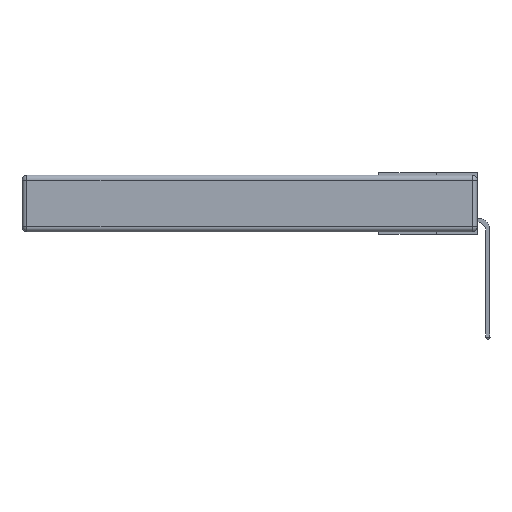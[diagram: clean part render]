
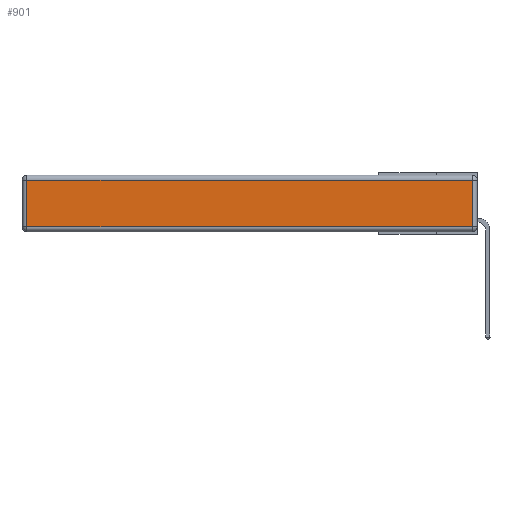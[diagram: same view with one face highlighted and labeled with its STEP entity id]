
A CAD part, left-side view. The second image highlights one B-rep face of the part: STEP entity #901.
In plain terms, the highlighted planar face has unit normal (-1, 0, 0).
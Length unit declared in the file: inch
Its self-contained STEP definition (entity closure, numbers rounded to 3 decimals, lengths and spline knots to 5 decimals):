
#241 = LINE ( 'NONE', #14103, #11192 ) ;
#314 = CARTESIAN_POINT ( 'NONE',  ( 0., 0., -0.343 ) ) ;
#901 = ADVANCED_FACE ( 'NONE', ( #11076 ), #12597, .T. ) ;
#1438 = CARTESIAN_POINT ( 'NONE',  ( 0., 0.03, -0.343 ) ) ;
#1821 = VECTOR ( 'NONE', #3687, 39.37008 ) ;
#3189 = VERTEX_POINT ( 'NONE', #14012 ) ;
#3687 = DIRECTION ( 'NONE',  ( 0., 0., 1. ) ) ;
#3785 = LINE ( 'NONE', #4622, #6022 ) ;
#3923 = CARTESIAN_POINT ( 'NONE',  ( 0., 2.72, -0.313 ) ) ;
#4383 = ORIENTED_EDGE ( 'NONE', *, *, #4932, .T. ) ;
#4622 = CARTESIAN_POINT ( 'NONE',  ( 0., 2.72, -0.343 ) ) ;
#4932 = EDGE_CURVE ( 'NONE', #6422, #10133, #6688, .T. ) ;
#5617 = EDGE_CURVE ( 'NONE', #10133, #3189, #11205, .T. ) ;
#5878 = ORIENTED_EDGE ( 'NONE', *, *, #7748, .T. ) ;
#6022 = VECTOR ( 'NONE', #6907, 39.37008 ) ;
#6422 = VERTEX_POINT ( 'NONE', #3923 ) ;
#6536 = VERTEX_POINT ( 'NONE', #9516 ) ;
#6688 = LINE ( 'NONE', #12033, #14387 ) ;
#6816 = EDGE_LOOP ( 'NONE', ( #4383, #14197, #5878, #7793 ) ) ;
#6907 = DIRECTION ( 'NONE',  ( 0., 0., -1. ) ) ;
#7748 = EDGE_CURVE ( 'NONE', #3189, #6536, #241, .T. ) ;
#7793 = ORIENTED_EDGE ( 'NONE', *, *, #11947, .T. ) ;
#7838 = AXIS2_PLACEMENT_3D ( 'NONE', #314, #8276, #11492 ) ;
#8276 = DIRECTION ( 'NONE',  ( -1., 0., 0. ) ) ;
#9516 = CARTESIAN_POINT ( 'NONE',  ( 0., 2.72, -0.03 ) ) ;
#9764 = DIRECTION ( 'NONE',  ( 0., -1., 0. ) ) ;
#10133 = VERTEX_POINT ( 'NONE', #13759 ) ;
#11076 = FACE_OUTER_BOUND ( 'NONE', #6816, .T. ) ;
#11192 = VECTOR ( 'NONE', #11691, 39.37008 ) ;
#11205 = LINE ( 'NONE', #1438, #1821 ) ;
#11492 = DIRECTION ( 'NONE',  ( 0., 0., 1. ) ) ;
#11691 = DIRECTION ( 'NONE',  ( 0., 1., 0. ) ) ;
#11947 = EDGE_CURVE ( 'NONE', #6536, #6422, #3785, .T. ) ;
#12033 = CARTESIAN_POINT ( 'NONE',  ( 0., 0., -0.313 ) ) ;
#12597 = PLANE ( 'NONE',  #7838 ) ;
#13759 = CARTESIAN_POINT ( 'NONE',  ( 0., 0.03, -0.313 ) ) ;
#14012 = CARTESIAN_POINT ( 'NONE',  ( 0., 0.03, -0.03 ) ) ;
#14103 = CARTESIAN_POINT ( 'NONE',  ( 0., 2.75, -0.03 ) ) ;
#14197 = ORIENTED_EDGE ( 'NONE', *, *, #5617, .T. ) ;
#14387 = VECTOR ( 'NONE', #9764, 39.37008 ) ;
